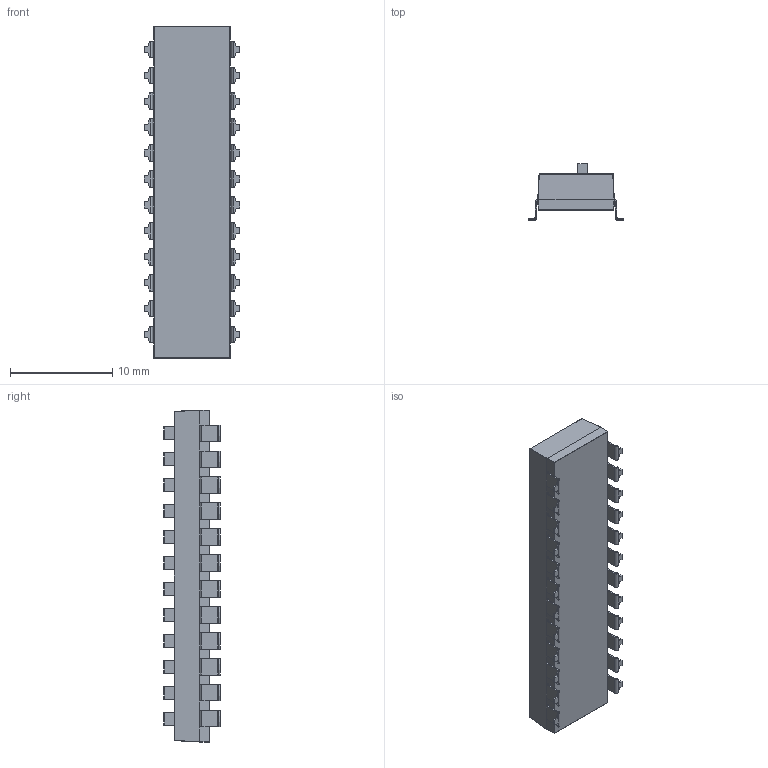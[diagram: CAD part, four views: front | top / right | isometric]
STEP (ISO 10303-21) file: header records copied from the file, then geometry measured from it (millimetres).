
FILE_DESCRIPTION( ( 'STEP AP214' ), ' ' );
FILE_NAME( 'psolqas16512837526.stp', '2017-08-23T14:51:28', ( '' ), ( '' ), ' ', 'PARTsolutions', ' ' );
FILE_SCHEMA( ( 'AUTOMOTIVE_DESIGN { 1 0 10303 214 1 1 1 1 }' ) );
Length unit declared in the file: metre
Products named in the file (1): 1
Bounding box: 9.3 x 5.5 x 32.49 mm (x, y, z)
Volume: 841.6 mm3; surface area: 1359.5 mm2
Topology: 1 solids, 1 shells, 1588 faces, 4357 edges, 2798 vertices
Faces by surface type: plane 1324, cylinder 208, sphere 56
Entity records: 49232 total; most frequent: CARTESIAN_POINT 8868, ORIENTED_EDGE 8714, DIRECTION 7831, EDGE_CURVE 4357, LINE 3837, VECTOR 3837, VERTEX_POINT 2798, AXIS2_PLACEMENT_3D 1997
